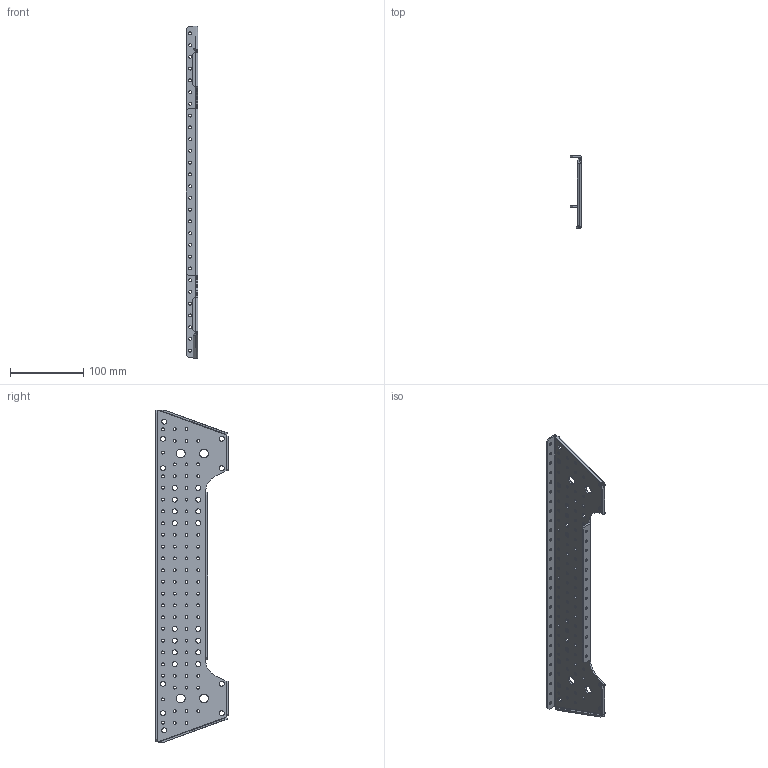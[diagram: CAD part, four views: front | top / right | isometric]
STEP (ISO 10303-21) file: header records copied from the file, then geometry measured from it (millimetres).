
FILE_DESCRIPTION (( 'STEP AP203' ), '1' );
FILE_NAME ('am-4614 TileRiser Plate.STEP', '2021-09-20T14:35:04', ( '' ), ( '' ), 'SwSTEP 2.0', 'SolidWorks 2021', '' );
FILE_SCHEMA (( 'CONFIG_CONTROL_DESIGN' ));
Length unit declared in the file: inch
Products named in the file (1): am-4614 TileRiser Plate
Bounding box: 15.88 x 98.65 x 452.12 mm (x, y, z)
Volume: 93660.1 mm3; surface area: 89445.4 mm2
Topology: 1 solids, 1 shells, 372 faces, 1066 edges, 696 vertices
Faces by surface type: cylinder 310, plane 62
Entity records: 13129 total; most frequent: DIRECTION 2428, CARTESIAN_POINT 2147, ORIENTED_EDGE 2132, EDGE_CURVE 1066, AXIS2_PLACEMENT_3D 993, VERTEX_POINT 696, EDGE_LOOP 668, CIRCLE 620
